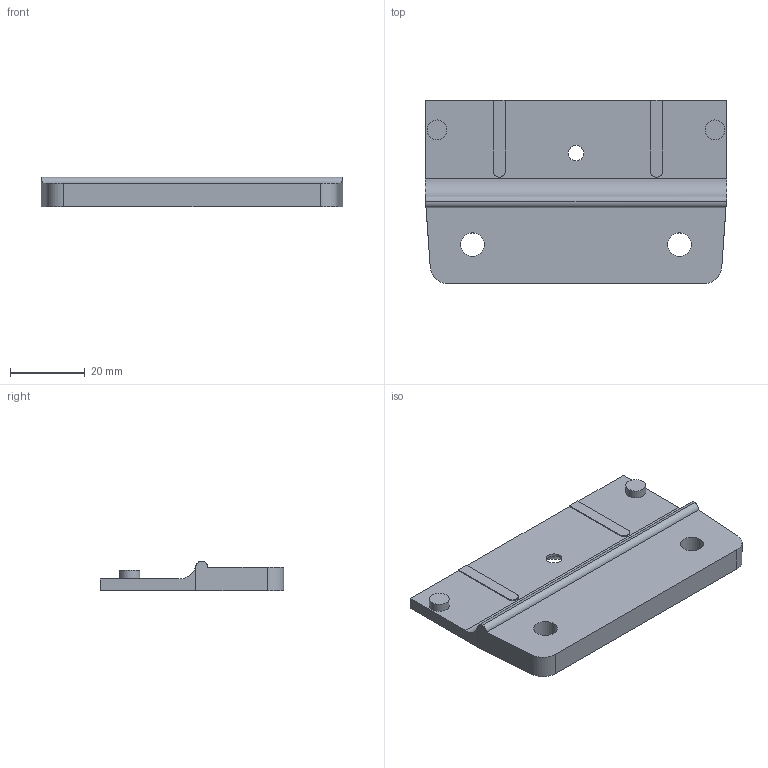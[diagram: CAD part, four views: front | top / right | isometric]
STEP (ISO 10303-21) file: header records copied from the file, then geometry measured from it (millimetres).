
FILE_DESCRIPTION(/* description */ (''),/* implementation_level */ '2;1');
FILE_NAME(/* name */ 'HW-N4XMTGFTKIT.stp',/* time_stamp */ '2014-03-05T18:14:49-06:00',/* author */ ('jtigges'),/* organization */ (''),/* preprocessor_version */ 'ST-DEVELOPER v15.2',/* originating_system */ 'Autodesk Inventor 2014',/* authorisation */ '');
FILE_SCHEMA (('AUTOMOTIVE_DESIGN { 1 0 10303 214 3 1 1 }'));
Length unit declared in the file: inch
Products named in the file (1): CFMTGFTKIT_STP
Bounding box: 80.96 x 49.21 x 7.93 mm (x, y, z)
Volume: 18703.8 mm3; surface area: 9562.9 mm2
Topology: 1 solids, 1 shells, 31 faces, 81 edges, 54 vertices
Faces by surface type: plane 18, cylinder 12, cone 1
Full cylindrical faces by diameter (mm): 4.191 x1, 5.334 x2, 6.35 x2
Entity records: 965 total; most frequent: DIRECTION 165, CARTESIAN_POINT 159, ORIENTED_EDGE 148, EDGE_CURVE 74, AXIS2_PLACEMENT_3D 59, VERTEX_POINT 53, LINE 47, VECTOR 47
